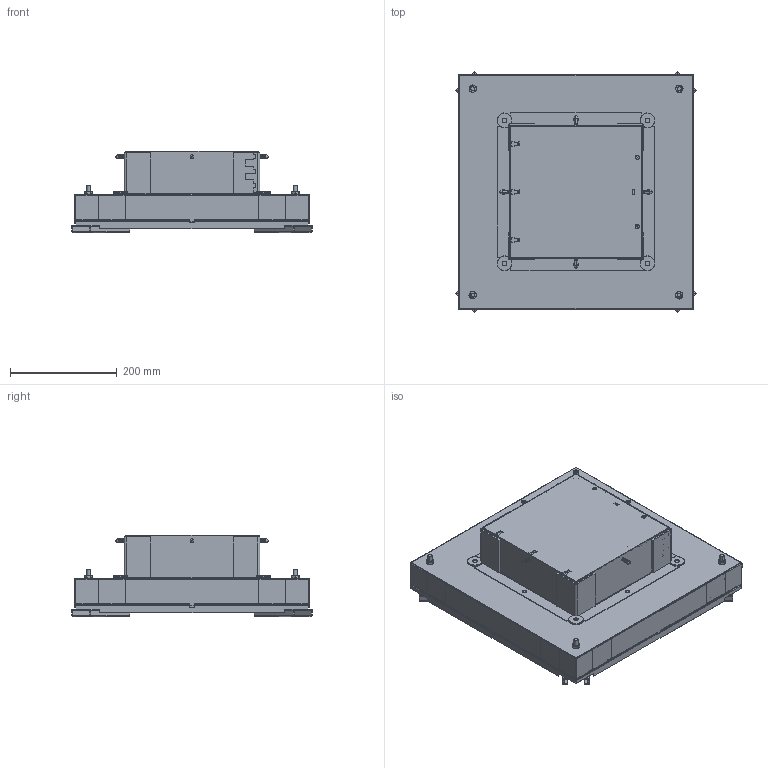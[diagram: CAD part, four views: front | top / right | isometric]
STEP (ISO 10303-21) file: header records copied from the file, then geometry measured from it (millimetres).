
FILE_DESCRIPTION (( 'STEP AP214' ), '1' );
FILE_NAME ('7399852.STEP', '2019-11-29T14:37:58', ( '' ), ( '' ), 'SwSTEP 2.0', 'SolidWorks 2018', '' );
FILE_SCHEMA (( 'AUTOMOTIVE_DESIGN' ));
Length unit declared in the file: millimetre
Products named in the file (19): 081106_Standard; 079722_48 mm (nur f〉 Darstellung mit Aufkleber); 35104024_Standard; 081246_Standard; 080300_Standard; 016782_Standard; 073185_Standard; 070217_f〉 48 mm Kanalh派e; 081048_Standard; 070260_Standard; 081046_Standard; 35104072_Standard; 069782_Standard; 034540_PreviewCfg; 077520_f〉 48 mm Kanal; 7399852; 043699_ F〉 4,8 Durchmesser; P_3402215_1_Standard; 079720 _f乺 Verpackungs Zustand( St乼zf佱e innen) 
Assembly tree (50 placements, depth 4):
  7399852
    079720 _f乺 Verpackungs Zustand( St乼zf佱e innen) 
      069782_Standard
      073185_Standard  x8
      070260_Standard  x4
      077520_f〉 48 mm Kanal  x4
      016782_Standard  x4
    079722_48 mm (nur f〉 Darstellung mit Aufkleber)
      070217_f〉 48 mm Kanalh派e
      081106_Standard
        35104072_Standard  x2
        081046_Standard
        081048_Standard
      35104024_Standard  x4
      080300_Standard
      P_3402215_1_Standard  x4
      081246_Standard  x4
      043699_ F〉 4,8 Durchmesser  x4
    034540_PreviewCfg  x4
Bounding box: 450.64 x 450.64 x 152.2 mm (x, y, z)
Volume: 1200350.3 mm3; surface area: 1610681.2 mm2
Topology: 47 solids, 47 shells, 3631 faces, 9347 edges, 5706 vertices
Faces by surface type: plane 2155, cylinder 1024, cone 188, bspline 128, torus 108, sphere 28
Entity records: 68463 total; most frequent: CARTESIAN_POINT 19417, ORIENTED_EDGE 10440, DIRECTION 9501, EDGE_CURVE 5220, LINE 3391, VECTOR 3391, VERTEX_POINT 3154, AXIS2_PLACEMENT_3D 3055
